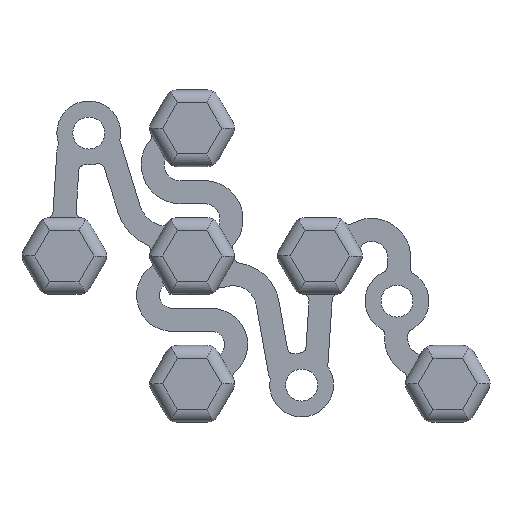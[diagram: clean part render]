
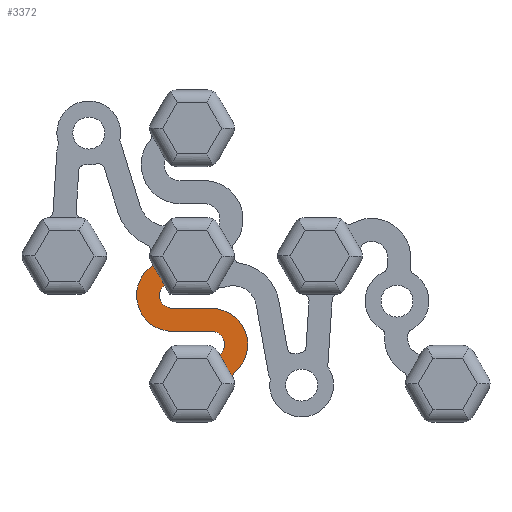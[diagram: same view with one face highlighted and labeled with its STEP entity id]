
A CAD part, front view. The second image highlights one B-rep face of the part: STEP entity #3372.
In plain terms, the highlighted planar face has unit normal (0, -1, 0).
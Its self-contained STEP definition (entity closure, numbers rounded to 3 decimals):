
#88 = VECTOR ( 'NONE', #6812, 1000. ) ;
#92 = VERTEX_POINT ( 'NONE', #3306 ) ;
#119 = DIRECTION ( 'NONE',  ( 0., -1., 0. ) ) ;
#138 = DIRECTION ( 'NONE',  ( 0.5, 0., -0.866 ) ) ;
#152 = CARTESIAN_POINT ( 'NONE',  ( 1.536, -0.6, -6.911 ) ) ;
#229 = ORIENTED_EDGE ( 'NONE', *, *, #2068, .F. ) ;
#266 = CARTESIAN_POINT ( 'NONE',  ( -3.048, -0.6, -0.721 ) ) ;
#336 = CARTESIAN_POINT ( 'NONE',  ( 2.148, -0.6, 2.279 ) ) ;
#354 = CARTESIAN_POINT ( 'NONE',  ( 3.368, -0.6, -9.043 ) ) ;
#441 = CARTESIAN_POINT ( 'NONE',  ( -1.536, -0.6, -4.1 ) ) ;
#780 = EDGE_LOOP ( 'NONE', ( #4323, #5835, #229, #2348, #1393, #5789, #6414, #2997, #5462, #4362, #4993, #4931 ) ) ;
#939 = EDGE_CURVE ( 'NONE', #5193, #2605, #6113, .T. ) ;
#999 = CARTESIAN_POINT ( 'NONE',  ( 2.146, -0.6, -7.717 ) ) ;
#1043 = CARTESIAN_POINT ( 'NONE',  ( 2.309, -0.6, -10. ) ) ;
#1087 = VECTOR ( 'NONE', #138, 1000. ) ;
#1096 = EDGE_CURVE ( 'NONE', #1621, #92, #1143, .T. ) ;
#1143 = CIRCLE ( 'NONE', #3882, 2.811 ) ;
#1181 = VERTEX_POINT ( 'NONE', #2855 ) ;
#1318 = CARTESIAN_POINT ( 'NONE',  ( -1.536, -0.6, -3.089 ) ) ;
#1359 = PLANE ( 'NONE',  #3819 ) ;
#1393 = ORIENTED_EDGE ( 'NONE', *, *, #4218, .F. ) ;
#1518 = CIRCLE ( 'NONE', #4599, 0.5 ) ;
#1547 = EDGE_CURVE ( 'NONE', #3612, #4433, #5595, .T. ) ;
#1561 = CIRCLE ( 'NONE', #2894, 1.011 ) ;
#1621 = VERTEX_POINT ( 'NONE', #354 ) ;
#1658 = EDGE_CURVE ( 'NONE', #6783, #6605, #4449, .T. ) ;
#1698 = EDGE_CURVE ( 'NONE', #6224, #6605, #1561, .T. ) ;
#1727 = DIRECTION ( 'NONE',  ( 1., 0., 0. ) ) ;
#1831 = CARTESIAN_POINT ( 'NONE',  ( -1.536, -0.6, -5.9 ) ) ;
#1849 = DIRECTION ( 'NONE',  ( 0.866, 0., 0.5 ) ) ;
#2068 = EDGE_CURVE ( 'NONE', #4433, #1181, #2939, .T. ) ;
#2073 = CARTESIAN_POINT ( 'NONE',  ( -1.536, -0.6, -3.089 ) ) ;
#2081 = LINE ( 'NONE', #3185, #88 ) ;
#2132 = VERTEX_POINT ( 'NONE', #999 ) ;
#2239 = DIRECTION ( 'NONE',  ( 0., 0., 1. ) ) ;
#2300 = LINE ( 'NONE', #3815, #1087 ) ;
#2348 = ORIENTED_EDGE ( 'NONE', *, *, #1547, .F. ) ;
#2512 = DIRECTION ( 'NONE',  ( 0., 0., 1. ) ) ;
#2576 = CARTESIAN_POINT ( 'NONE',  ( -0.943, -0.6, 7.141 ) ) ;
#2605 = VERTEX_POINT ( 'NONE', #4293 ) ;
#2614 = DIRECTION ( 'NONE',  ( 1., 0., 0. ) ) ;
#2854 = DIRECTION ( 'NONE',  ( 0., 0., 1. ) ) ;
#2855 = CARTESIAN_POINT ( 'NONE',  ( -3.084, -0.6, -0.742 ) ) ;
#2894 = AXIS2_PLACEMENT_3D ( 'NONE', #2073, #6726, #3578 ) ;
#2898 = CARTESIAN_POINT ( 'NONE',  ( 1.536, -0.6, -5.9 ) ) ;
#2922 = CIRCLE ( 'NONE', #6787, 0.5 ) ;
#2925 = DIRECTION ( 'NONE',  ( 1., 0., 0. ) ) ;
#2939 = CIRCLE ( 'NONE', #5145, 2.811 ) ;
#2997 = ORIENTED_EDGE ( 'NONE', *, *, #5908, .T. ) ;
#3072 = EDGE_CURVE ( 'NONE', #92, #6224, #2081, .T. ) ;
#3185 = CARTESIAN_POINT ( 'NONE',  ( 1.536, -0.6, -4.1 ) ) ;
#3208 = DIRECTION ( 'NONE',  ( 0., -1., 0. ) ) ;
#3212 = CARTESIAN_POINT ( 'NONE',  ( 3.694, -0.6, -9.423 ) ) ;
#3306 = CARTESIAN_POINT ( 'NONE',  ( 1.536, -0.6, -4.1 ) ) ;
#3338 = VECTOR ( 'NONE', #6044, 1000. ) ;
#3363 = CARTESIAN_POINT ( 'NONE',  ( 1.536, -0.6, -5.9 ) ) ;
#3372 = ADVANCED_FACE ( 'NONE', ( #3450 ), #1359, .F. ) ;
#3450 = FACE_OUTER_BOUND ( 'NONE', #780, .T. ) ;
#3578 = DIRECTION ( 'NONE',  ( 1., 0., 0. ) ) ;
#3581 = CARTESIAN_POINT ( 'NONE',  ( 1.536, -0.6, -6.911 ) ) ;
#3612 = VERTEX_POINT ( 'NONE', #3363 ) ;
#3814 = VERTEX_POINT ( 'NONE', #6546 ) ;
#3815 = CARTESIAN_POINT ( 'NONE',  ( -5.06, -0.6, 4.764 ) ) ;
#3819 = AXIS2_PLACEMENT_3D ( 'NONE', #2576, #5243, #2614 ) ;
#3877 = CARTESIAN_POINT ( 'NONE',  ( 3.232, -0.6, -9.615 ) ) ;
#3882 = AXIS2_PLACEMENT_3D ( 'NONE', #152, #3208, #1727 ) ;
#3978 = DIRECTION ( 'NONE',  ( 0., -1., 0. ) ) ;
#4206 = VECTOR ( 'NONE', #5526, 1000. ) ;
#4218 = EDGE_CURVE ( 'NONE', #2132, #3612, #5390, .T. ) ;
#4293 = CARTESIAN_POINT ( 'NONE',  ( 3.175, -0.6, -9.5 ) ) ;
#4323 = ORIENTED_EDGE ( 'NONE', *, *, #5320, .F. ) ;
#4362 = ORIENTED_EDGE ( 'NONE', *, *, #3072, .T. ) ;
#4433 = VERTEX_POINT ( 'NONE', #1831 ) ;
#4449 = LINE ( 'NONE', #6626, #3338 ) ;
#4599 = AXIS2_PLACEMENT_3D ( 'NONE', #5348, #119, #2239 ) ;
#4679 = AXIS2_PLACEMENT_3D ( 'NONE', #1043, #5251, #2512 ) ;
#4748 = CARTESIAN_POINT ( 'NONE',  ( -2.146, -0.6, -2.283 ) ) ;
#4769 = EDGE_CURVE ( 'NONE', #3814, #1181, #1518, .T. ) ;
#4931 = ORIENTED_EDGE ( 'NONE', *, *, #1658, .F. ) ;
#4993 = ORIENTED_EDGE ( 'NONE', *, *, #1698, .T. ) ;
#5058 = LINE ( 'NONE', #336, #5942 ) ;
#5142 = EDGE_CURVE ( 'NONE', #2132, #2605, #2300, .T. ) ;
#5145 = AXIS2_PLACEMENT_3D ( 'NONE', #1318, #6619, #2925 ) ;
#5193 = VERTEX_POINT ( 'NONE', #3877 ) ;
#5243 = DIRECTION ( 'NONE',  ( 0., 1., 0. ) ) ;
#5251 = DIRECTION ( 'NONE',  ( 0., -1., 0. ) ) ;
#5293 = DIRECTION ( 'NONE',  ( 0., 1., 0. ) ) ;
#5320 = EDGE_CURVE ( 'NONE', #3814, #6783, #5058, .T. ) ;
#5348 = CARTESIAN_POINT ( 'NONE',  ( -2.809, -0.6, -1.16 ) ) ;
#5390 = CIRCLE ( 'NONE', #5714, 1.011 ) ;
#5462 = ORIENTED_EDGE ( 'NONE', *, *, #1096, .T. ) ;
#5526 = DIRECTION ( 'NONE',  ( -1., 0., 0. ) ) ;
#5595 = LINE ( 'NONE', #2898, #4206 ) ;
#5714 = AXIS2_PLACEMENT_3D ( 'NONE', #3581, #3978, #6638 ) ;
#5789 = ORIENTED_EDGE ( 'NONE', *, *, #5142, .T. ) ;
#5835 = ORIENTED_EDGE ( 'NONE', *, *, #4769, .T. ) ;
#5908 = EDGE_CURVE ( 'NONE', #5193, #1621, #2922, .T. ) ;
#5942 = VECTOR ( 'NONE', #1849, 1000. ) ;
#6044 = DIRECTION ( 'NONE',  ( 0.5, 0., -0.866 ) ) ;
#6113 = CIRCLE ( 'NONE', #4679, 1. ) ;
#6224 = VERTEX_POINT ( 'NONE', #441 ) ;
#6414 = ORIENTED_EDGE ( 'NONE', *, *, #939, .F. ) ;
#6546 = CARTESIAN_POINT ( 'NONE',  ( -3.059, -0.6, -0.727 ) ) ;
#6605 = VERTEX_POINT ( 'NONE', #4748 ) ;
#6619 = DIRECTION ( 'NONE',  ( 0., 1., 0. ) ) ;
#6626 = CARTESIAN_POINT ( 'NONE',  ( -1.732, -0.6, -3. ) ) ;
#6638 = DIRECTION ( 'NONE',  ( 1., 0., 0. ) ) ;
#6726 = DIRECTION ( 'NONE',  ( 0., 1., 0. ) ) ;
#6783 = VERTEX_POINT ( 'NONE', #266 ) ;
#6787 = AXIS2_PLACEMENT_3D ( 'NONE', #3212, #5293, #2854 ) ;
#6812 = DIRECTION ( 'NONE',  ( -1., 0., 0. ) ) ;
